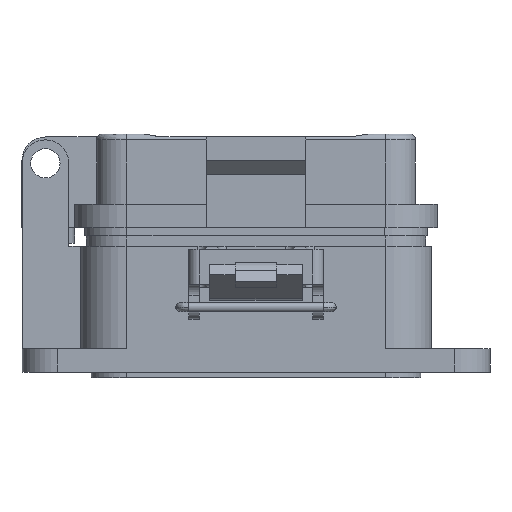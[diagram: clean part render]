
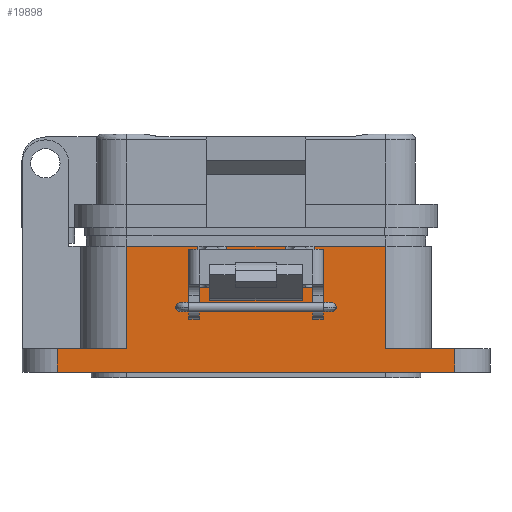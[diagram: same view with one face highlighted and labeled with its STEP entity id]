
A CAD part, front view. The second image highlights one B-rep face of the part: STEP entity #19898.
In plain terms, the highlighted planar face has unit normal (0, -1, 0).
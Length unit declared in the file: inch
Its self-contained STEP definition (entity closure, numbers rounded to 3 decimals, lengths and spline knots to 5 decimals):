
#152 = AXIS2_PLACEMENT_3D ( 'NONE', #16337, #5591, #18161 ) ;
#164 = EDGE_CURVE ( 'NONE', #16443, #20755, #18482, .T. ) ;
#295 = VERTEX_POINT ( 'NONE', #7138 ) ;
#328 = ORIENTED_EDGE ( 'NONE', *, *, #8694, .T. ) ;
#371 = LINE ( 'NONE', #22567, #14681 ) ;
#460 = EDGE_CURVE ( 'NONE', #6698, #21983, #13109, .T. ) ;
#868 = CARTESIAN_POINT ( 'NONE',  ( 1.34813, -0.59274, -1.54641 ) ) ;
#1234 = CARTESIAN_POINT ( 'NONE',  ( 1.34813, -0.59274, -1.70502 ) ) ;
#1310 = DIRECTION ( 'NONE',  ( 0., 0., -1. ) ) ;
#1353 = CARTESIAN_POINT ( 'NONE',  ( 0.39651, -0.59274, -0.85252 ) ) ;
#1649 = DIRECTION ( 'NONE',  ( -1., 0., 0. ) ) ;
#1698 = LINE ( 'NONE', #14590, #20219 ) ;
#1724 = CARTESIAN_POINT ( 'NONE',  ( 0.39651, -0.59274, -1.13008 ) ) ;
#2280 = EDGE_CURVE ( 'NONE', #21778, #8463, #22483, .T. ) ;
#2333 = CARTESIAN_POINT ( 'NONE',  ( -0.19825, -0.59274, -1.13008 ) ) ;
#2577 = VERTEX_POINT ( 'NONE', #20378 ) ;
#2727 = LINE ( 'NONE', #1724, #6948 ) ;
#2797 = EDGE_CURVE ( 'NONE', #6784, #4521, #9797, .T. ) ;
#3166 = DIRECTION ( 'NONE',  ( -1., 0., 0. ) ) ;
#3757 = VERTEX_POINT ( 'NONE', #15119 ) ;
#4283 = CARTESIAN_POINT ( 'NONE',  ( 0., -0.59274, -1.70502 ) ) ;
#4521 = VERTEX_POINT ( 'NONE', #15108 ) ;
#4582 = ORIENTED_EDGE ( 'NONE', *, *, #15462, .T. ) ;
#4706 = DIRECTION ( 'NONE',  ( 0., 0., -1. ) ) ;
#5006 = ORIENTED_EDGE ( 'NONE', *, *, #8237, .T. ) ;
#5591 = DIRECTION ( 'NONE',  ( 0., -1., 0. ) ) ;
#5639 = DIRECTION ( 'NONE',  ( -1., 0., 0. ) ) ;
#5691 = VERTEX_POINT ( 'NONE', #10962 ) ;
#5738 = EDGE_CURVE ( 'NONE', #21983, #295, #11494, .T. ) ;
#5795 = VECTOR ( 'NONE', #17129, 39.37008 ) ;
#5945 = CARTESIAN_POINT ( 'NONE',  ( 0.39651, -0.59274, -1.13008 ) ) ;
#6079 = DIRECTION ( 'NONE',  ( 1., 0., 0. ) ) ;
#6158 = VECTOR ( 'NONE', #11045, 39.37008 ) ;
#6284 = CARTESIAN_POINT ( 'NONE',  ( -0.19825, -0.59274, -0.85252 ) ) ;
#6698 = VERTEX_POINT ( 'NONE', #2333 ) ;
#6784 = VERTEX_POINT ( 'NONE', #18724 ) ;
#6831 = VERTEX_POINT ( 'NONE', #11725 ) ;
#6948 = VECTOR ( 'NONE', #1649, 39.37008 ) ;
#6974 = LINE ( 'NONE', #4283, #20171 ) ;
#7036 = CARTESIAN_POINT ( 'NONE',  ( -0.88025, -0.59274, -0.85252 ) ) ;
#7138 = CARTESIAN_POINT ( 'NONE',  ( -0.39651, -0.59274, -0.85252 ) ) ;
#7230 = VECTOR ( 'NONE', #17797, 39.37008 ) ;
#8237 = EDGE_CURVE ( 'NONE', #10654, #18394, #371, .T. ) ;
#8463 = VERTEX_POINT ( 'NONE', #10738 ) ;
#8694 = EDGE_CURVE ( 'NONE', #2577, #6784, #18554, .T. ) ;
#8885 = ORIENTED_EDGE ( 'NONE', *, *, #15331, .F. ) ;
#9006 = VECTOR ( 'NONE', #22229, 39.37008 ) ;
#9335 = EDGE_CURVE ( 'NONE', #5691, #6698, #17399, .T. ) ;
#9761 = LINE ( 'NONE', #22862, #18764 ) ;
#9797 = LINE ( 'NONE', #13846, #14574 ) ;
#9977 = CARTESIAN_POINT ( 'NONE',  ( 0.39651, -0.59274, -1.13008 ) ) ;
#10575 = LINE ( 'NONE', #11646, #5795 ) ;
#10654 = VERTEX_POINT ( 'NONE', #21424 ) ;
#10738 = CARTESIAN_POINT ( 'NONE',  ( 0.88025, -0.59274, -0.85252 ) ) ;
#10962 = CARTESIAN_POINT ( 'NONE',  ( -0.19825, -0.59274, -0.85252 ) ) ;
#11045 = DIRECTION ( 'NONE',  ( 0., 0., 1. ) ) ;
#11139 = ORIENTED_EDGE ( 'NONE', *, *, #12256, .T. ) ;
#11176 = LINE ( 'NONE', #1234, #18770 ) ;
#11371 = FACE_OUTER_BOUND ( 'NONE', #20015, .T. ) ;
#11390 = CARTESIAN_POINT ( 'NONE',  ( 0.19825, -0.59274, -0.85252 ) ) ;
#11494 = LINE ( 'NONE', #12837, #6158 ) ;
#11646 = CARTESIAN_POINT ( 'NONE',  ( 0.39651, -0.59274, -0.85252 ) ) ;
#11725 = CARTESIAN_POINT ( 'NONE',  ( 1.34813, -0.59274, -1.70502 ) ) ;
#11818 = ORIENTED_EDGE ( 'NONE', *, *, #460, .T. ) ;
#11823 = DIRECTION ( 'NONE',  ( 0., 0., 1. ) ) ;
#12256 = EDGE_CURVE ( 'NONE', #8463, #16443, #9761, .T. ) ;
#12624 = VECTOR ( 'NONE', #15241, 39.37008 ) ;
#12643 = CARTESIAN_POINT ( 'NONE',  ( 0.39651, -0.59274, -0.85252 ) ) ;
#12816 = EDGE_CURVE ( 'NONE', #13252, #21778, #19879, .T. ) ;
#12837 = CARTESIAN_POINT ( 'NONE',  ( -0.39651, -0.59274, -0.85252 ) ) ;
#12939 = ORIENTED_EDGE ( 'NONE', *, *, #5738, .T. ) ;
#13109 = LINE ( 'NONE', #9977, #17904 ) ;
#13245 = ORIENTED_EDGE ( 'NONE', *, *, #2280, .T. ) ;
#13252 = VERTEX_POINT ( 'NONE', #868 ) ;
#13630 = ORIENTED_EDGE ( 'NONE', *, *, #19543, .T. ) ;
#13685 = VECTOR ( 'NONE', #14065, 39.37008 ) ;
#13831 = ORIENTED_EDGE ( 'NONE', *, *, #164, .T. ) ;
#13846 = CARTESIAN_POINT ( 'NONE',  ( -1.34813, -0.59274, -0.85252 ) ) ;
#13915 = DIRECTION ( 'NONE',  ( -1., 0., 0. ) ) ;
#14065 = DIRECTION ( 'NONE',  ( 0., 0., -1. ) ) ;
#14199 = EDGE_CURVE ( 'NONE', #18394, #5691, #1698, .T. ) ;
#14574 = VECTOR ( 'NONE', #1310, 39.37008 ) ;
#14590 = CARTESIAN_POINT ( 'NONE',  ( 0.39651, -0.59274, -0.85252 ) ) ;
#14681 = VECTOR ( 'NONE', #11823, 39.37008 ) ;
#15108 = CARTESIAN_POINT ( 'NONE',  ( -1.34813, -0.59274, -1.70502 ) ) ;
#15119 = CARTESIAN_POINT ( 'NONE',  ( -0.88025, -0.59274, -0.85252 ) ) ;
#15241 = DIRECTION ( 'NONE',  ( 0., 0., -1. ) ) ;
#15331 = EDGE_CURVE ( 'NONE', #13252, #6831, #11176, .T. ) ;
#15462 = EDGE_CURVE ( 'NONE', #3757, #2577, #16782, .T. ) ;
#15806 = CARTESIAN_POINT ( 'NONE',  ( 0.39651, -0.59274, -1.54641 ) ) ;
#16337 = CARTESIAN_POINT ( 'NONE',  ( 0.39651, -0.59274, -0.85252 ) ) ;
#16416 = CARTESIAN_POINT ( 'NONE',  ( 0.88025, -0.59274, -1.54641 ) ) ;
#16443 = VERTEX_POINT ( 'NONE', #1353 ) ;
#16782 = LINE ( 'NONE', #7036, #7230 ) ;
#16931 = ORIENTED_EDGE ( 'NONE', *, *, #14199, .T. ) ;
#17129 = DIRECTION ( 'NONE',  ( -1., 0., 0. ) ) ;
#17399 = LINE ( 'NONE', #6284, #12624 ) ;
#17506 = DIRECTION ( 'NONE',  ( -1., 0., 0. ) ) ;
#17797 = DIRECTION ( 'NONE',  ( 0., 0., -1. ) ) ;
#17904 = VECTOR ( 'NONE', #17506, 39.37008 ) ;
#18161 = DIRECTION ( 'NONE',  ( 1., 0., 0. ) ) ;
#18394 = VERTEX_POINT ( 'NONE', #11390 ) ;
#18482 = LINE ( 'NONE', #12643, #13685 ) ;
#18554 = LINE ( 'NONE', #20433, #9006 ) ;
#18724 = CARTESIAN_POINT ( 'NONE',  ( -1.34813, -0.59274, -1.54641 ) ) ;
#18764 = VECTOR ( 'NONE', #13915, 39.37008 ) ;
#18770 = VECTOR ( 'NONE', #4706, 39.37008 ) ;
#19324 = VECTOR ( 'NONE', #3166, 39.37008 ) ;
#19325 = CARTESIAN_POINT ( 'NONE',  ( 0.88025, -0.59274, -0.85252 ) ) ;
#19543 = EDGE_CURVE ( 'NONE', #4521, #6831, #6974, .T. ) ;
#19617 = EDGE_CURVE ( 'NONE', #295, #3757, #10575, .T. ) ;
#19739 = ORIENTED_EDGE ( 'NONE', *, *, #22149, .T. ) ;
#19879 = LINE ( 'NONE', #15806, #19324 ) ;
#19892 = PLANE ( 'NONE',  #152 ) ;
#19898 = ADVANCED_FACE ( 'NONE', ( #11371 ), #19892, .T. ) ;
#20015 = EDGE_LOOP ( 'NONE', ( #11139, #13831, #19739, #5006, #16931, #22872, #11818, #12939, #20175, #4582, #328, #22751, #13630, #8885, #21133, #13245 ) ) ;
#20171 = VECTOR ( 'NONE', #6079, 39.37008 ) ;
#20175 = ORIENTED_EDGE ( 'NONE', *, *, #19617, .T. ) ;
#20219 = VECTOR ( 'NONE', #5639, 39.37008 ) ;
#20378 = CARTESIAN_POINT ( 'NONE',  ( -0.88025, -0.59274, -1.54641 ) ) ;
#20433 = CARTESIAN_POINT ( 'NONE',  ( 0.39651, -0.59274, -1.54641 ) ) ;
#20755 = VERTEX_POINT ( 'NONE', #5945 ) ;
#20858 = CARTESIAN_POINT ( 'NONE',  ( -0.39651, -0.59274, -1.13008 ) ) ;
#21094 = DIRECTION ( 'NONE',  ( 0., 0., 1. ) ) ;
#21133 = ORIENTED_EDGE ( 'NONE', *, *, #12816, .T. ) ;
#21424 = CARTESIAN_POINT ( 'NONE',  ( 0.19825, -0.59274, -1.13008 ) ) ;
#21778 = VERTEX_POINT ( 'NONE', #16416 ) ;
#21983 = VERTEX_POINT ( 'NONE', #20858 ) ;
#22149 = EDGE_CURVE ( 'NONE', #20755, #10654, #2727, .T. ) ;
#22229 = DIRECTION ( 'NONE',  ( -1., 0., 0. ) ) ;
#22483 = LINE ( 'NONE', #19325, #23048 ) ;
#22567 = CARTESIAN_POINT ( 'NONE',  ( 0.19825, -0.59274, -0.85252 ) ) ;
#22751 = ORIENTED_EDGE ( 'NONE', *, *, #2797, .T. ) ;
#22862 = CARTESIAN_POINT ( 'NONE',  ( 0.39651, -0.59274, -0.85252 ) ) ;
#22872 = ORIENTED_EDGE ( 'NONE', *, *, #9335, .T. ) ;
#23048 = VECTOR ( 'NONE', #21094, 39.37008 ) ;
